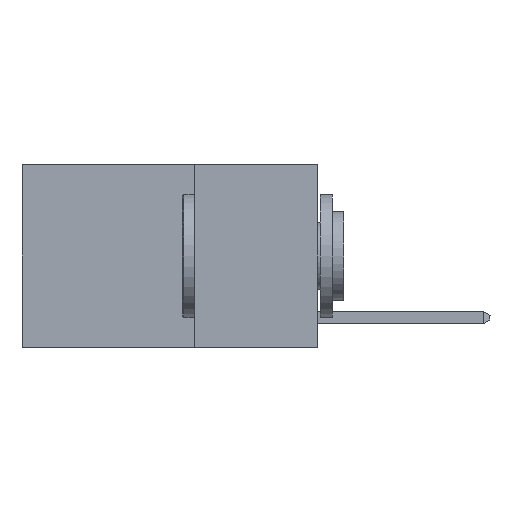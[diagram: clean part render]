
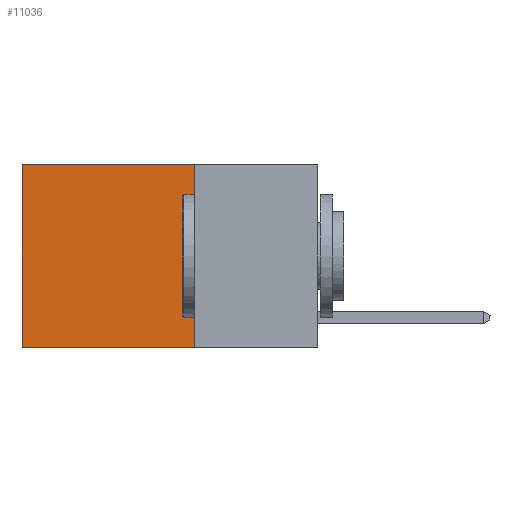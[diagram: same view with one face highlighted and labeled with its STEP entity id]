
A CAD part, left-side view. The second image highlights one B-rep face of the part: STEP entity #11036.
In plain terms, the highlighted planar face has unit normal (-1, 0, 0).
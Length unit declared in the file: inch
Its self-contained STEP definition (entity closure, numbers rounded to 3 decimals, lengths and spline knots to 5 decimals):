
#709 = VERTEX_POINT ( 'NONE', #13241 ) ;
#1133 = EDGE_LOOP ( 'NONE', ( #10683, #3020, #10936, #12375 ) ) ;
#1166 = VECTOR ( 'NONE', #16277, 39.37008 ) ;
#1380 = DIRECTION ( 'NONE',  ( 0., 1., 0. ) ) ;
#1502 = DIRECTION ( 'NONE',  ( 0., 0., -1. ) ) ;
#1662 = PLANE ( 'NONE',  #13581 ) ;
#1714 = CARTESIAN_POINT ( 'NONE',  ( 0.2625, 0.6, 0. ) ) ;
#1888 = VERTEX_POINT ( 'NONE', #3925 ) ;
#2369 = EDGE_CURVE ( 'NONE', #6904, #709, #14039, .T. ) ;
#3020 = ORIENTED_EDGE ( 'NONE', *, *, #2369, .F. ) ;
#3216 = EDGE_CURVE ( 'NONE', #13120, #709, #13993, .T. ) ;
#3925 = CARTESIAN_POINT ( 'NONE',  ( 0.2625, 0.25, 0. ) ) ;
#4376 = CARTESIAN_POINT ( 'NONE',  ( 0.2625, 0.25, -0.37 ) ) ;
#4891 = CARTESIAN_POINT ( 'NONE',  ( 0.2625, 0.25, 0. ) ) ;
#6159 = VECTOR ( 'NONE', #14990, 39.37008 ) ;
#6366 = VECTOR ( 'NONE', #6925, 39.37008 ) ;
#6765 = DIRECTION ( 'NONE',  ( 1., 0., 0. ) ) ;
#6841 = FACE_OUTER_BOUND ( 'NONE', #1133, .T. ) ;
#6904 = VERTEX_POINT ( 'NONE', #4376 ) ;
#6925 = DIRECTION ( 'NONE',  ( 0., 0., -1. ) ) ;
#9818 = CARTESIAN_POINT ( 'NONE',  ( 0.2625, 0.25, 0. ) ) ;
#10683 = ORIENTED_EDGE ( 'NONE', *, *, #3216, .T. ) ;
#10747 = EDGE_CURVE ( 'NONE', #1888, #13120, #15937, .T. ) ;
#10936 = ORIENTED_EDGE ( 'NONE', *, *, #14721, .F. ) ;
#11036 = ADVANCED_FACE ( 'NONE', ( #6841 ), #1662, .F. ) ;
#11662 = CARTESIAN_POINT ( 'NONE',  ( 0.2625, 0.25, 0. ) ) ;
#12375 = ORIENTED_EDGE ( 'NONE', *, *, #10747, .T. ) ;
#12795 = CARTESIAN_POINT ( 'NONE',  ( 0.2625, 0.25, -0.37 ) ) ;
#13120 = VERTEX_POINT ( 'NONE', #1714 ) ;
#13241 = CARTESIAN_POINT ( 'NONE',  ( 0.2625, 0.6, -0.37 ) ) ;
#13244 = CARTESIAN_POINT ( 'NONE',  ( 0.2625, 0.6, 0. ) ) ;
#13440 = LINE ( 'NONE', #4891, #1166 ) ;
#13581 = AXIS2_PLACEMENT_3D ( 'NONE', #11662, #6765, #1502 ) ;
#13993 = LINE ( 'NONE', #13244, #6366 ) ;
#14039 = LINE ( 'NONE', #12795, #14284 ) ;
#14284 = VECTOR ( 'NONE', #1380, 39.37008 ) ;
#14721 = EDGE_CURVE ( 'NONE', #1888, #6904, #13440, .T. ) ;
#14990 = DIRECTION ( 'NONE',  ( 0., 1., 0. ) ) ;
#15937 = LINE ( 'NONE', #9818, #6159 ) ;
#16277 = DIRECTION ( 'NONE',  ( 0., 0., -1. ) ) ;
